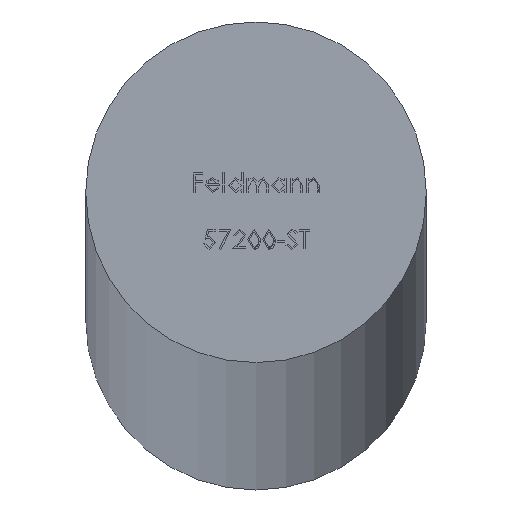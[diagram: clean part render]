
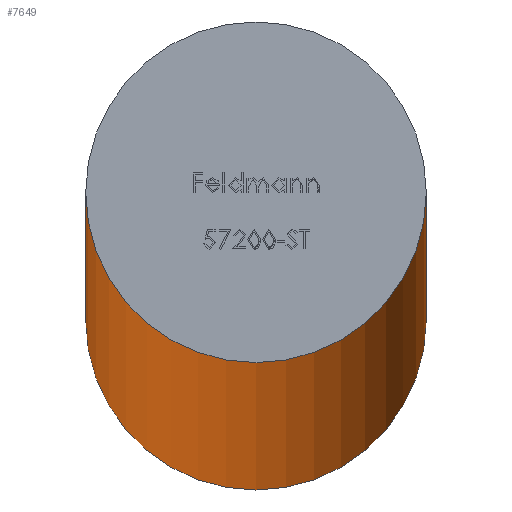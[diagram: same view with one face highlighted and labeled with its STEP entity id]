
A CAD part, top view. The second image highlights one B-rep face of the part: STEP entity #7649.
In plain terms, the highlighted cylindrical face has radius 7 mm (diameter 14 mm), a partial arc.
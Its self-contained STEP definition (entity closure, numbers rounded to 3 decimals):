
#161 = DIRECTION ( 'NONE',  ( 0., 0., 1. ) ) ;
#168 = VERTEX_POINT ( 'NONE', #7521 ) ;
#254 = VECTOR ( 'NONE', #9216, 1000. ) ;
#1114 = DIRECTION ( 'NONE',  ( 0., 0., 1. ) ) ;
#1941 = CARTESIAN_POINT ( 'NONE',  ( 0., 0., -3000. ) ) ;
#2671 = DIRECTION ( 'NONE',  ( 1., 0., 0. ) ) ;
#3078 = LINE ( 'NONE', #6511, #254 ) ;
#3585 = CIRCLE ( 'NONE', #6709, 7. ) ;
#3687 = DIRECTION ( 'NONE',  ( 1., 0., 0. ) ) ;
#3904 = VERTEX_POINT ( 'NONE', #7636 ) ;
#4571 = CARTESIAN_POINT ( 'NONE',  ( 0., 0., -3000. ) ) ;
#4640 = VERTEX_POINT ( 'NONE', #11525 ) ;
#4884 = VECTOR ( 'NONE', #7168, 1000. ) ;
#4908 = ORIENTED_EDGE ( 'NONE', *, *, #4970, .T. ) ;
#4970 = EDGE_CURVE ( 'NONE', #4640, #168, #7084, .T. ) ;
#4982 = EDGE_LOOP ( 'NONE', ( #6597, #4908, #5507, #8166 ) ) ;
#5248 = EDGE_CURVE ( 'NONE', #3904, #6889, #3585, .T. ) ;
#5300 = AXIS2_PLACEMENT_3D ( 'NONE', #1941, #1114, #5522 ) ;
#5507 = ORIENTED_EDGE ( 'NONE', *, *, #11454, .T. ) ;
#5522 = DIRECTION ( 'NONE',  ( 1., 0., 0. ) ) ;
#6134 = LINE ( 'NONE', #7916, #4884 ) ;
#6511 = CARTESIAN_POINT ( 'NONE',  ( -7., 0., -3000. ) ) ;
#6597 = ORIENTED_EDGE ( 'NONE', *, *, #8784, .F. ) ;
#6639 = AXIS2_PLACEMENT_3D ( 'NONE', #4571, #10827, #2671 ) ;
#6709 = AXIS2_PLACEMENT_3D ( 'NONE', #10825, #161, #3687 ) ;
#6889 = VERTEX_POINT ( 'NONE', #10083 ) ;
#7084 = CIRCLE ( 'NONE', #5300, 7. ) ;
#7168 = DIRECTION ( 'NONE',  ( 0., 0., 1. ) ) ;
#7521 = CARTESIAN_POINT ( 'NONE',  ( 7., 0., -3000. ) ) ;
#7636 = CARTESIAN_POINT ( 'NONE',  ( -7., 0., 0. ) ) ;
#7649 = ADVANCED_FACE ( 'NONE', ( #8174 ), #9156, .T. ) ;
#7916 = CARTESIAN_POINT ( 'NONE',  ( 7., 0., -3000. ) ) ;
#8166 = ORIENTED_EDGE ( 'NONE', *, *, #5248, .F. ) ;
#8174 = FACE_OUTER_BOUND ( 'NONE', #4982, .T. ) ;
#8784 = EDGE_CURVE ( 'NONE', #4640, #3904, #3078, .T. ) ;
#9156 = CYLINDRICAL_SURFACE ( 'NONE', #6639, 7. ) ;
#9216 = DIRECTION ( 'NONE',  ( 0., 0., 1. ) ) ;
#10083 = CARTESIAN_POINT ( 'NONE',  ( 7., 0., 0. ) ) ;
#10825 = CARTESIAN_POINT ( 'NONE',  ( 0., 0., 0. ) ) ;
#10827 = DIRECTION ( 'NONE',  ( 0., 0., 1. ) ) ;
#11454 = EDGE_CURVE ( 'NONE', #168, #6889, #6134, .T. ) ;
#11525 = CARTESIAN_POINT ( 'NONE',  ( -7., 0., -3000. ) ) ;
